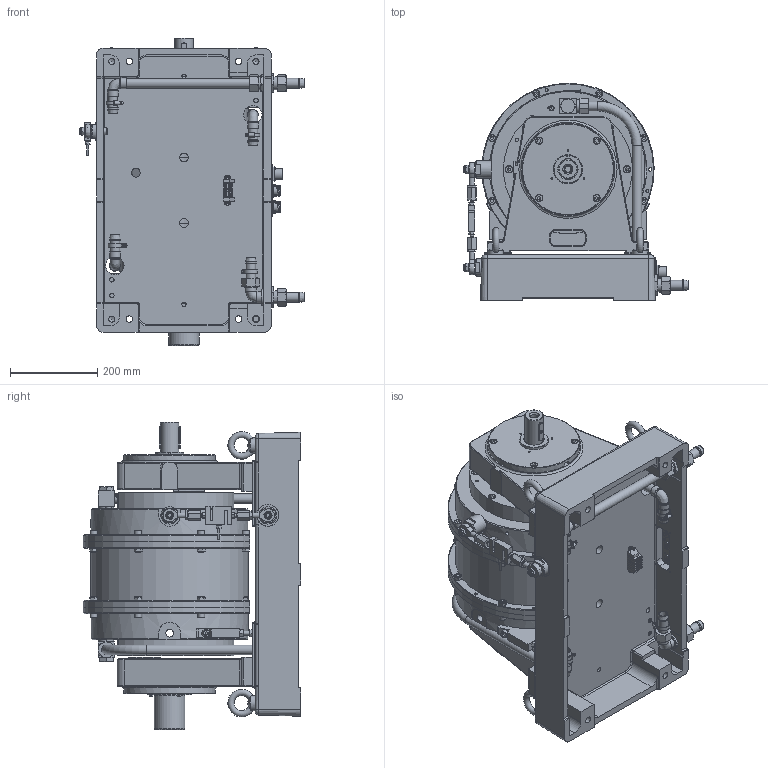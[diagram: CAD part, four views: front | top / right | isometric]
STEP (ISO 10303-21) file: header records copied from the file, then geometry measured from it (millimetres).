
FILE_DESCRIPTION (( 'STEP AP203' ), '1' );
FILE_NAME ('314-201-000-051_EF.STEP', '2014-03-19T13:42:01', ( 'ajoy' ), ( 'Microsoft' ), 'SwSTEP 2.0', 'SolidWorks 2014', '' );
FILE_SCHEMA (( 'CONFIG_CONTROL_DESIGN' ));
Length unit declared in the file: millimetre
Products named in the file (1): 314-201-000-051_EF
Bounding box: 513 x 497.5 x 703 mm (x, y, z)
Surface area: 2635865.8 mm2 (no closed solid volume)
Topology: 0 solids, 345 shells, 2095 faces, 9131 edges, 7205 vertices
Faces by surface type: plane 1109, cylinder 517, cone 220, torus 168, bspline 60, sphere 21
Full cylindrical faces by diameter (mm): 1.5 x18, 2.5 x4, 3 x3, 3.3 x6, 4 x1, 4.2 x3, 4.5 x8, 5.5 x12, 6.4 x1, 6.8 x3, 7 x10, 7.5 x4, 8 x14, 8.5 x9, 8.6 x3, 9.5 x2, 10 x16, 10.2 x8, 11.3 x1, 12 x3, 15 x6, 16 x20, 16.5 x16, 17 x1, 17.5 x3, 18 x8, 18.5 x2, 19 x8, 20 x4, 22 x12
Entity records: 104674 total; most frequent: CARTESIAN_POINT 36851, DIRECTION 12627, ORIENTED_EDGE 11654, EDGE_CURVE 8555, VERTEX_POINT 7061, VECTOR 4277, LINE 4277, AXIS2_PLACEMENT_3D 4175
